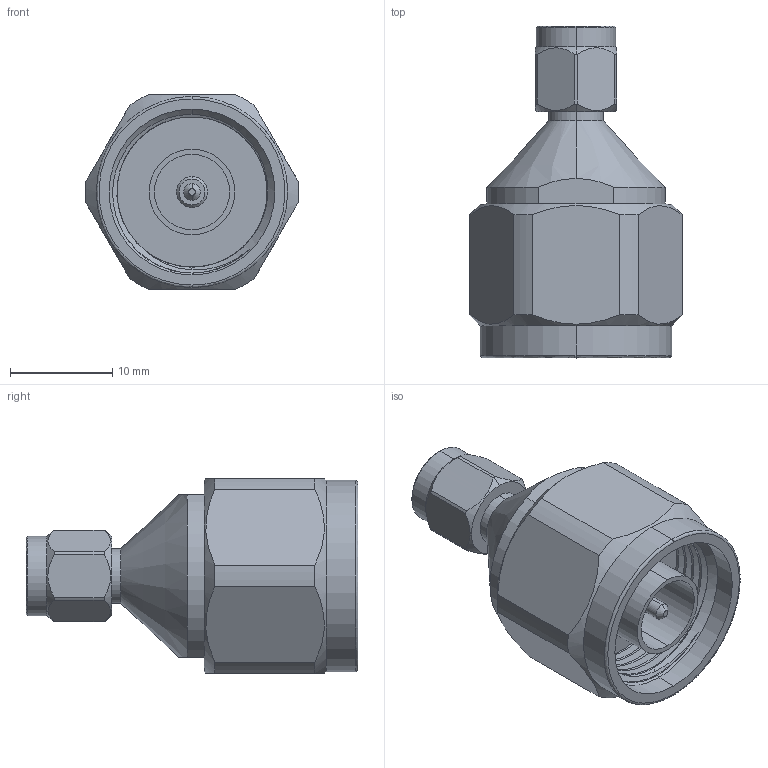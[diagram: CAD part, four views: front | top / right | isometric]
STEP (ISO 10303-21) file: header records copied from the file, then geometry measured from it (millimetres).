
FILE_DESCRIPTION (( 'STEP AP214' ), '1' );
FILE_NAME ('SM4231_3D.step', '2025-08-21T21:26:36', ( '' ), ( '' ), 'SwSTEP 2.0', 'SolidWorks 2022', '' );
FILE_SCHEMA (( 'AUTOMOTIVE_DESIGN' ));
Length unit declared in the file: inch
Products named in the file (1): SM4231_3D
Bounding box: 20.87 x 32.5 x 19.05 mm (x, y, z)
Volume: 4741.9 mm3; surface area: 2995.1 mm2
Topology: 1 solids, 1 shells, 123 faces, 306 edges, 196 vertices
Faces by surface type: cylinder 62, plane 27, cone 24, bspline 10
Entity records: 6442 total; most frequent: CARTESIAN_POINT 3682, ORIENTED_EDGE 612, DIRECTION 526, EDGE_CURVE 306, AXIS2_PLACEMENT_3D 213, VERTEX_POINT 196, EDGE_LOOP 134, ADVANCED_FACE 123
